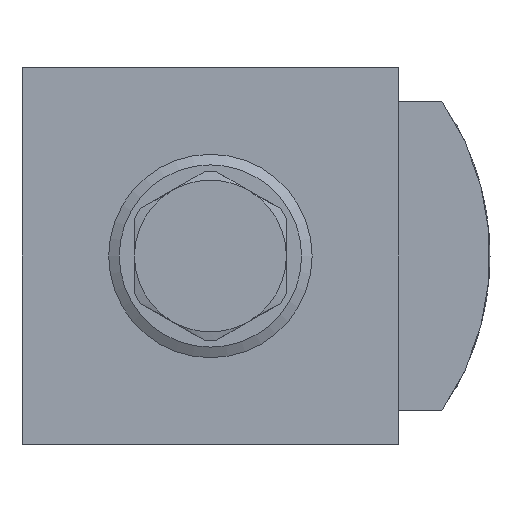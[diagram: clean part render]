
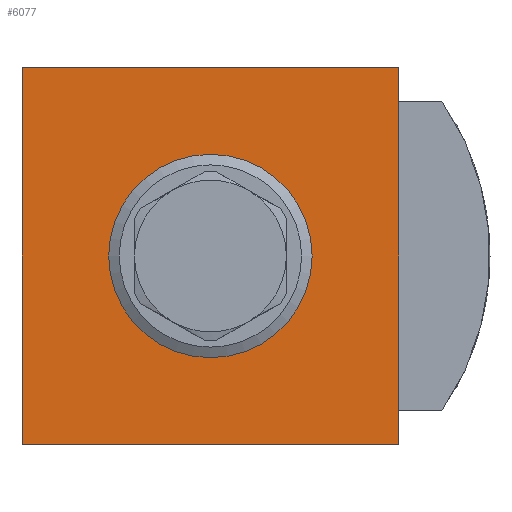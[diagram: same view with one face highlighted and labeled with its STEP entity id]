
A CAD part, front view. The second image highlights one B-rep face of the part: STEP entity #6077.
In plain terms, the highlighted planar face has unit normal (0, -1, 0).
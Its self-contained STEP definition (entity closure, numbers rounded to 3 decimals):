
#148=PLANE('',#6388);
#430=LINE('',#8287,#921);
#478=LINE('',#8424,#969);
#494=LINE('',#8454,#985);
#534=LINE('',#8545,#1025);
#921=VECTOR('',#6947,1000.);
#969=VECTOR('',#7045,1000.);
#985=VECTOR('',#7063,1000.);
#1025=VECTOR('',#7141,1000.);
#1269=CIRCLE('',#6389,16.732);
#1923=ORIENTED_EDGE('',*,*,#2990,.F.);
#1924=ORIENTED_EDGE('',*,*,#2886,.F.);
#1925=ORIENTED_EDGE('',*,*,#2822,.F.);
#1926=ORIENTED_EDGE('',*,*,#2902,.F.);
#1927=ORIENTED_EDGE('',*,*,#2951,.F.);
#2822=EDGE_CURVE('',#3406,#3407,#430,.T.);
#2886=EDGE_CURVE('',#3407,#3453,#478,.T.);
#2902=EDGE_CURVE('',#3465,#3406,#494,.T.);
#2951=EDGE_CURVE('',#3453,#3465,#534,.T.);
#2990=EDGE_CURVE('',#3520,#3520,#1269,.F.);
#3406=VERTEX_POINT('',#8286);
#3407=VERTEX_POINT('',#8288);
#3453=VERTEX_POINT('',#8425);
#3465=VERTEX_POINT('',#8453);
#3520=VERTEX_POINT('',#8625);
#3813=EDGE_LOOP('',(#1923));
#3814=EDGE_LOOP('',(#1924,#1925,#1926,#1927));
#4098=FACE_BOUND('',#3813,.T.);
#4099=FACE_BOUND('',#3814,.T.);
#6077=ADVANCED_FACE('',(#4098,#4099),#148,.F.);
#6388=AXIS2_PLACEMENT_3D('',#8623,#7223,#7224);
#6389=AXIS2_PLACEMENT_3D('',#8624,#7225,#7226);
#6947=DIRECTION('',(-1.,0.,0.));
#7045=DIRECTION('',(0.,0.,1.));
#7063=DIRECTION('',(0.,0.,-1.));
#7141=DIRECTION('',(1.,0.,0.));
#7223=DIRECTION('',(0.,1.,0.));
#7224=DIRECTION('',(0.,0.,1.));
#7225=DIRECTION('',(0.,1.,0.));
#7226=DIRECTION('',(0.,0.,1.));
#8286=CARTESIAN_POINT('',(31.,-45.,-31.));
#8287=CARTESIAN_POINT('',(31.,-45.,-31.));
#8288=CARTESIAN_POINT('',(-31.,-45.,-31.));
#8424=CARTESIAN_POINT('',(-31.,-45.,-31.));
#8425=CARTESIAN_POINT('',(-31.,-45.,31.));
#8453=CARTESIAN_POINT('',(31.,-45.,31.));
#8454=CARTESIAN_POINT('',(31.,-45.,31.));
#8545=CARTESIAN_POINT('',(-31.,-45.,31.));
#8623=CARTESIAN_POINT('',(0.,-45.,0.));
#8624=CARTESIAN_POINT('',(0.,-45.,0.));
#8625=CARTESIAN_POINT('',(0.,-45.,16.732));
